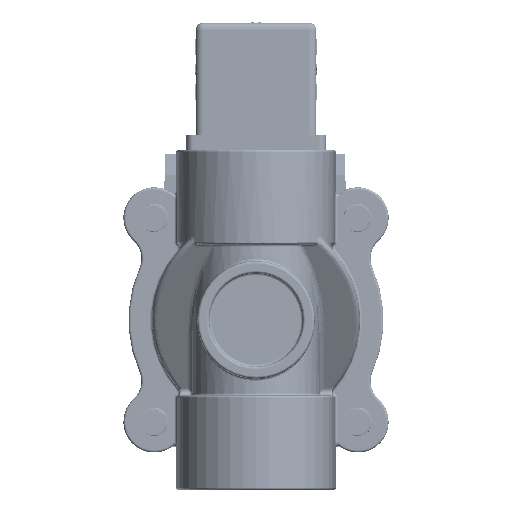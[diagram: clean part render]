
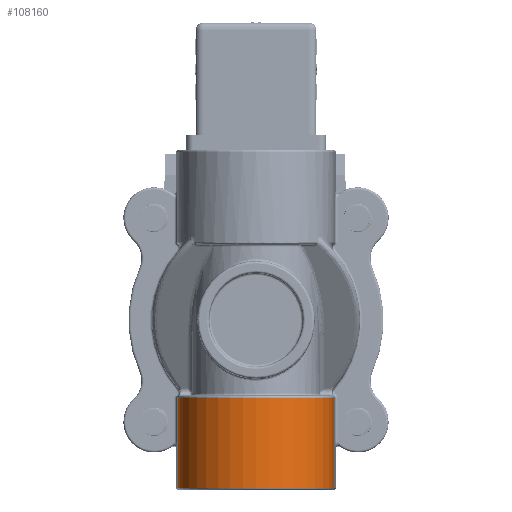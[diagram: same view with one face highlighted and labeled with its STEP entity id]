
A CAD part, front view. The second image highlights one B-rep face of the part: STEP entity #108160.
In plain terms, the highlighted cylindrical face has radius 16.5 mm (diameter 33 mm), a partial arc.
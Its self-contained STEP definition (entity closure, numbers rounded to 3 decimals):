
#2115 = CARTESIAN_POINT ( 'NONE',  ( 0., 16.5, -16. ) ) ;
#8756 = VECTOR ( 'NONE', #129532, 1000. ) ;
#10311 = AXIS2_PLACEMENT_3D ( 'NONE', #2115, #121819, #78688 ) ;
#12385 = ORIENTED_EDGE ( 'NONE', *, *, #58836, .T. ) ;
#18370 = VECTOR ( 'NONE', #59765, 1000. ) ;
#18694 = ORIENTED_EDGE ( 'NONE', *, *, #133560, .T. ) ;
#24222 = CARTESIAN_POINT ( 'NONE',  ( 0., 16.5, -35.5 ) ) ;
#29310 = VERTEX_POINT ( 'NONE', #135671 ) ;
#30985 = FACE_OUTER_BOUND ( 'NONE', #91214, .T. ) ;
#31620 = CIRCLE ( 'NONE', #140634, 16.5 ) ;
#35288 = DIRECTION ( 'NONE',  ( 1., 0., 0. ) ) ;
#42239 = DIRECTION ( 'NONE',  ( 0., 0., -1. ) ) ;
#45286 = ORIENTED_EDGE ( 'NONE', *, *, #92092, .T. ) ;
#47854 = EDGE_CURVE ( 'NONE', #79591, #113325, #70437, .T. ) ;
#52391 = CARTESIAN_POINT ( 'NONE',  ( 16.496, 16.123, -16. ) ) ;
#58836 = EDGE_CURVE ( 'NONE', #29310, #113325, #31620, .T. ) ;
#59765 = DIRECTION ( 'NONE',  ( 0., 0., -1. ) ) ;
#65093 = AXIS2_PLACEMENT_3D ( 'NONE', #107850, #42239, #118867 ) ;
#70437 = LINE ( 'NONE', #52391, #8756 ) ;
#73182 = LINE ( 'NONE', #136508, #18370 ) ;
#76493 = CIRCLE ( 'NONE', #65093, 16.5 ) ;
#78688 = DIRECTION ( 'NONE',  ( -1., 0., 0. ) ) ;
#79591 = VERTEX_POINT ( 'NONE', #125071 ) ;
#91214 = EDGE_LOOP ( 'NONE', ( #45286, #12385, #101516, #18694 ) ) ;
#92092 = EDGE_CURVE ( 'NONE', #107832, #29310, #73182, .T. ) ;
#100848 = DIRECTION ( 'NONE',  ( 0., 0., 1. ) ) ;
#101516 = ORIENTED_EDGE ( 'NONE', *, *, #47854, .F. ) ;
#107832 = VERTEX_POINT ( 'NONE', #140279 ) ;
#107850 = CARTESIAN_POINT ( 'NONE',  ( 0., 16.5, -16.5 ) ) ;
#108160 = ADVANCED_FACE ( 'NONE', ( #30985 ), #130381, .T. ) ;
#113325 = VERTEX_POINT ( 'NONE', #120118 ) ;
#118867 = DIRECTION ( 'NONE',  ( -1., 0., 0. ) ) ;
#120118 = CARTESIAN_POINT ( 'NONE',  ( 16.496, 16.123, -35.5 ) ) ;
#121819 = DIRECTION ( 'NONE',  ( 0., 0., -1. ) ) ;
#125071 = CARTESIAN_POINT ( 'NONE',  ( 16.496, 16.123, -16.5 ) ) ;
#129532 = DIRECTION ( 'NONE',  ( 0., 0., -1. ) ) ;
#130381 = CYLINDRICAL_SURFACE ( 'NONE', #10311, 16.5 ) ;
#133560 = EDGE_CURVE ( 'NONE', #79591, #107832, #76493, .T. ) ;
#135671 = CARTESIAN_POINT ( 'NONE',  ( -16.496, 16.123, -35.5 ) ) ;
#136508 = CARTESIAN_POINT ( 'NONE',  ( -16.496, 16.123, -16. ) ) ;
#140279 = CARTESIAN_POINT ( 'NONE',  ( -16.496, 16.123, -16.5 ) ) ;
#140634 = AXIS2_PLACEMENT_3D ( 'NONE', #24222, #100848, #35288 ) ;
